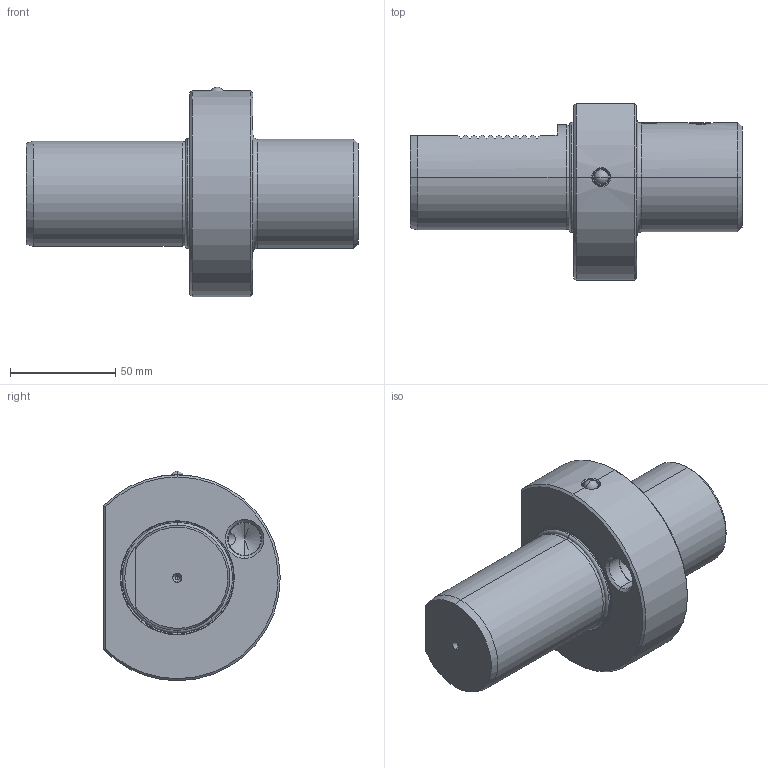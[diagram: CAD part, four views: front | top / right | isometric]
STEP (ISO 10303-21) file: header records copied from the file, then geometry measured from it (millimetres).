
FILE_DESCRIPTION (( 'STEP AP203' ), '1' );
FILE_NAME ('509.51.32.STEP', '2016-11-26T06:33:41', ( '' ), ( '' ), 'SwSTEP 2.0', 'SolidWorks 2012', '' );
FILE_SCHEMA (( 'CONFIG_CONTROL_DESIGN' ));
Products named in the file (7): 管螺文螺絲; 8止水鉚珠; M12xP1x14L; 509.51.32; O型環48.7; VDI50       E1_32; M12xP1x12L
Assembly tree (6 placements, depth 2):
  509.51.32
    VDI50       E1_32
    O型環48.7
    M12xP1x12L
    M12xP1x14L
    管螺文螺絲
    8止水鉚珠
Bounding box: 158 x 84 x 99.7 mm (x, y, z)
Volume: 398215 mm3; surface area: 57469.5 mm2
Topology: 7 solids, 7 shells, 402 faces, 1044 edges, 649 vertices
Faces by surface type: cylinder 144, cone 138, plane 77, bspline 26, torus 15, sphere 2
Entity records: 43837 total; most frequent: CARTESIAN_POINT 34400, ORIENTED_EDGE 2062, DIRECTION 1571, EDGE_CURVE 1031, VERTEX_POINT 646, AXIS2_PLACEMENT_3D 593, EDGE_LOOP 417, FACE_OUTER_BOUND 402
